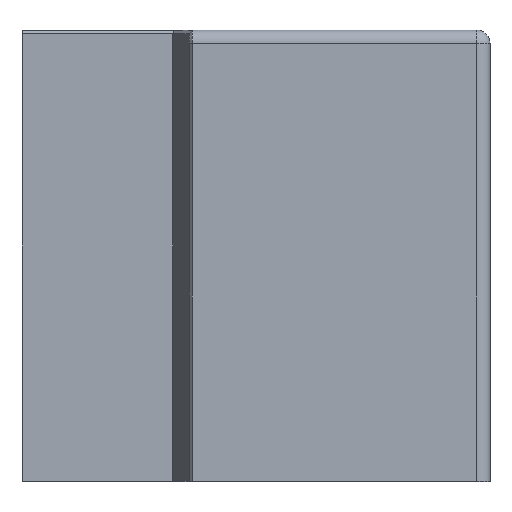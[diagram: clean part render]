
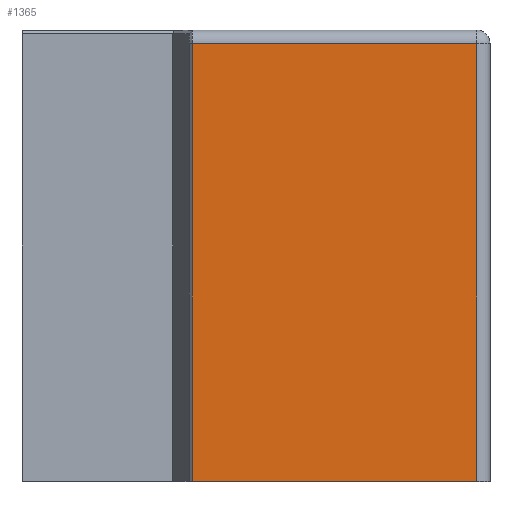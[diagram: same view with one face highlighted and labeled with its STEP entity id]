
A CAD part, top view. The second image highlights one B-rep face of the part: STEP entity #1365.
In plain terms, the highlighted planar face has unit normal (0, 0, 1).
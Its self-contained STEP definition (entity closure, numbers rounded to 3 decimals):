
#61=PLANE('',#1478);
#131=FACE_OUTER_BOUND('',#210,.T.);
#210=EDGE_LOOP('',(#1214,#1215,#1216,#1217));
#309=LINE('',#2268,#444);
#409=LINE('',#3243,#544);
#410=LINE('',#3245,#545);
#412=LINE('',#3249,#547);
#444=VECTOR('',#1565,10.);
#544=VECTOR('',#1791,10.);
#545=VECTOR('',#1794,10.);
#547=VECTOR('',#1800,10.);
#596=VERTEX_POINT('',#2260);
#598=VERTEX_POINT('',#2266);
#675=VERTEX_POINT('',#3237);
#676=VERTEX_POINT('',#3241);
#735=EDGE_CURVE('',#598,#596,#309,.T.);
#864=EDGE_CURVE('',#675,#676,#409,.T.);
#865=EDGE_CURVE('',#596,#675,#410,.T.);
#867=EDGE_CURVE('',#676,#598,#412,.T.);
#1214=ORIENTED_EDGE('',*,*,#735,.F.);
#1215=ORIENTED_EDGE('',*,*,#867,.F.);
#1216=ORIENTED_EDGE('',*,*,#864,.F.);
#1217=ORIENTED_EDGE('',*,*,#865,.F.);
#1365=ADVANCED_FACE('',(#131),#61,.T.);
#1478=AXIS2_PLACEMENT_3D('',#3248,#1798,#1799);
#1565=DIRECTION('',(0.,1.,0.));
#1791=DIRECTION('',(0.,-1.,0.));
#1794=DIRECTION('',(1.,0.,0.));
#1798=DIRECTION('center_axis',(0.,0.,1.));
#1799=DIRECTION('ref_axis',(1.,0.,0.));
#1800=DIRECTION('',(-1.,0.,0.));
#2260=CARTESIAN_POINT('',(61.,131.,145.));
#2266=CARTESIAN_POINT('',(61.,0.,145.));
#2268=CARTESIAN_POINT('',(61.,-6.5,145.));
#3237=CARTESIAN_POINT('',(146.,131.,145.));
#3241=CARTESIAN_POINT('',(146.,0.,145.));
#3243=CARTESIAN_POINT('',(146.,-139.,145.));
#3245=CARTESIAN_POINT('',(58.415,131.,145.));
#3248=CARTESIAN_POINT('Origin',(-3.171,-143.,145.));
#3249=CARTESIAN_POINT('',(38.415,0.,145.));
